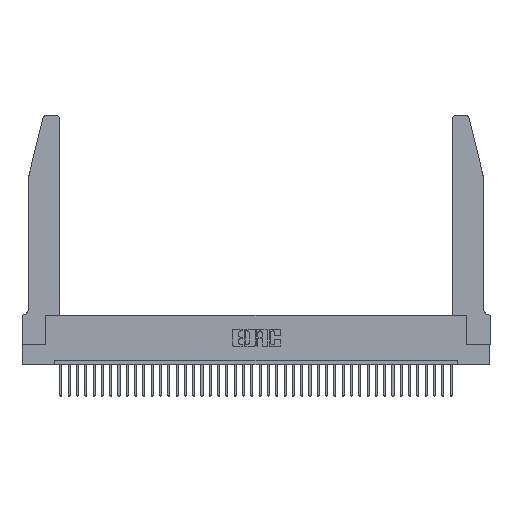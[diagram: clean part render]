
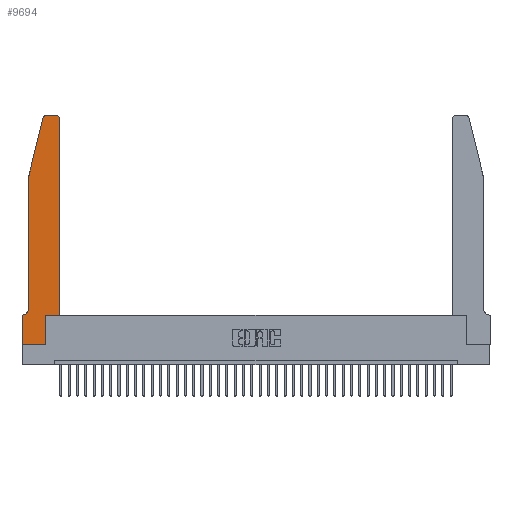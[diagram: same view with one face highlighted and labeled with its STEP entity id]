
A CAD part, top view. The second image highlights one B-rep face of the part: STEP entity #9694.
In plain terms, the highlighted planar face has unit normal (0, 0, 1).
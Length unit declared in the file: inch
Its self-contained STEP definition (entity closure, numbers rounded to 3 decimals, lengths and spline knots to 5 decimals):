
#1270 = VERTEX_POINT ( 'NONE', #34343 ) ;
#3319 = VERTEX_POINT ( 'NONE', #31201 ) ;
#3663 = VECTOR ( 'NONE', #17949, 39.37008 ) ;
#3683 = DIRECTION ( 'NONE',  ( 1., 0., 0. ) ) ;
#3930 = ORIENTED_EDGE ( 'NONE', *, *, #10181, .T. ) ;
#4533 = AXIS2_PLACEMENT_3D ( 'NONE', #24515, #5948, #27628 ) ;
#5236 = LINE ( 'NONE', #8932, #22671 ) ;
#5412 = CIRCLE ( 'NONE', #4533, 0.03 ) ;
#5438 = DIRECTION ( 'NONE',  ( -1., 0., 0. ) ) ;
#5442 = CARTESIAN_POINT ( 'NONE',  ( 0., 0.35, 0.37 ) ) ;
#5681 = CARTESIAN_POINT ( 'NONE',  ( 0.2605, 2.75, 0.37 ) ) ;
#5948 = DIRECTION ( 'NONE',  ( 0., 0., 1. ) ) ;
#6017 = ORIENTED_EDGE ( 'NONE', *, *, #22808, .T. ) ;
#6721 = LINE ( 'NONE', #5681, #16928 ) ;
#6754 = EDGE_CURVE ( 'NONE', #21781, #34471, #31809, .T. ) ;
#7241 = VECTOR ( 'NONE', #25529, 39.37008 ) ;
#7703 = CARTESIAN_POINT ( 'NONE',  ( 0.2865, 0., 0.37 ) ) ;
#8932 = CARTESIAN_POINT ( 'NONE',  ( 0.4505, 0.35, 0.37 ) ) ;
#9137 = EDGE_CURVE ( 'NONE', #34853, #15612, #9894, .T. ) ;
#9217 = CARTESIAN_POINT ( 'NONE',  ( 0.2865, 0.35, 0.37 ) ) ;
#9340 = DIRECTION ( 'NONE',  ( -1., 0., 0. ) ) ;
#9497 = ORIENTED_EDGE ( 'NONE', *, *, #30052, .T. ) ;
#9694 = ADVANCED_FACE ( 'NONE', ( #17122 ), #20741, .T. ) ;
#9894 = CIRCLE ( 'NONE', #10168, 0.07 ) ;
#10168 = AXIS2_PLACEMENT_3D ( 'NONE', #33467, #21419, #18189 ) ;
#10181 = EDGE_CURVE ( 'NONE', #21615, #1270, #12722, .T. ) ;
#10347 = VERTEX_POINT ( 'NONE', #22698 ) ;
#10718 = AXIS2_PLACEMENT_3D ( 'NONE', #33981, #37090, #3683 ) ;
#11286 = DIRECTION ( 'NONE',  ( 0., 0., 1. ) ) ;
#12074 = CARTESIAN_POINT ( 'NONE',  ( 0., 0.35, 0.37 ) ) ;
#12722 = CIRCLE ( 'NONE', #10718, 0.03 ) ;
#13200 = DIRECTION ( 'NONE',  ( 1., 0., 0. ) ) ;
#14147 = EDGE_CURVE ( 'NONE', #36843, #21077, #5236, .T. ) ;
#14405 = EDGE_CURVE ( 'NONE', #1270, #3319, #15945, .T. ) ;
#14854 = CARTESIAN_POINT ( 'NONE',  ( 0., 0., 0.37 ) ) ;
#15110 = CARTESIAN_POINT ( 'NONE',  ( 0.284, 2.75, 0.37 ) ) ;
#15236 = ORIENTED_EDGE ( 'NONE', *, *, #39848, .T. ) ;
#15612 = VERTEX_POINT ( 'NONE', #21668 ) ;
#15737 = DIRECTION ( 'NONE',  ( 1., 0., 0. ) ) ;
#15758 = VECTOR ( 'NONE', #13200, 39.37008 ) ;
#15851 = ORIENTED_EDGE ( 'NONE', *, *, #6754, .T. ) ;
#15923 = CARTESIAN_POINT ( 'NONE',  ( 0.0755, 0.42, 0.37 ) ) ;
#15945 = LINE ( 'NONE', #35539, #7241 ) ;
#16181 = VERTEX_POINT ( 'NONE', #9217 ) ;
#16928 = VECTOR ( 'NONE', #9340, 39.37008 ) ;
#16969 = AXIS2_PLACEMENT_3D ( 'NONE', #5442, #11286, #26587 ) ;
#17122 = FACE_OUTER_BOUND ( 'NONE', #20187, .T. ) ;
#17949 = DIRECTION ( 'NONE',  ( 0., -1., 0. ) ) ;
#18189 = DIRECTION ( 'NONE',  ( -1., 0., 0. ) ) ;
#18937 = LINE ( 'NONE', #28067, #35376 ) ;
#19025 = LINE ( 'NONE', #31672, #39398 ) ;
#19124 = CARTESIAN_POINT ( 'NONE',  ( 0., 0., 0.37 ) ) ;
#19620 = VECTOR ( 'NONE', #22803, 39.37008 ) ;
#20187 = EDGE_LOOP ( 'NONE', ( #6017, #3930, #25189, #38164, #27735, #31850, #39475, #15851, #15236, #9497, #39223, #39381 ) ) ;
#20741 = PLANE ( 'NONE',  #16969 ) ;
#21077 = VERTEX_POINT ( 'NONE', #21247 ) ;
#21247 = CARTESIAN_POINT ( 'NONE',  ( 0.4505, 2.72, 0.37 ) ) ;
#21419 = DIRECTION ( 'NONE',  ( 0., 0., -1. ) ) ;
#21615 = VERTEX_POINT ( 'NONE', #15110 ) ;
#21668 = CARTESIAN_POINT ( 'NONE',  ( 0.0055, 0.35, 0.37 ) ) ;
#21781 = VERTEX_POINT ( 'NONE', #28765 ) ;
#22188 = LINE ( 'NONE', #39576, #34287 ) ;
#22671 = VECTOR ( 'NONE', #31173, 39.37008 ) ;
#22698 = CARTESIAN_POINT ( 'NONE',  ( 0.4205, 2.75, 0.37 ) ) ;
#22803 = DIRECTION ( 'NONE',  ( 0., -1., 0. ) ) ;
#22808 = EDGE_CURVE ( 'NONE', #10347, #21615, #6721, .T. ) ;
#24515 = CARTESIAN_POINT ( 'NONE',  ( 0.4205, 2.72, 0.37 ) ) ;
#25189 = ORIENTED_EDGE ( 'NONE', *, *, #14405, .T. ) ;
#25529 = DIRECTION ( 'NONE',  ( -0.239, -0.971, 0. ) ) ;
#26033 = DIRECTION ( 'NONE',  ( 0., 1., 0. ) ) ;
#26587 = DIRECTION ( 'NONE',  ( 1., 0., 0. ) ) ;
#26693 = EDGE_CURVE ( 'NONE', #3319, #34853, #32188, .T. ) ;
#27628 = DIRECTION ( 'NONE',  ( 1., 0., 0. ) ) ;
#27735 = ORIENTED_EDGE ( 'NONE', *, *, #9137, .T. ) ;
#28067 = CARTESIAN_POINT ( 'NONE',  ( 0.4505, 0.35, 0.37 ) ) ;
#28765 = CARTESIAN_POINT ( 'NONE',  ( 0., 0., 0.37 ) ) ;
#28806 = EDGE_CURVE ( 'NONE', #21077, #10347, #5412, .T. ) ;
#30052 = EDGE_CURVE ( 'NONE', #16181, #36843, #18937, .T. ) ;
#30447 = VERTEX_POINT ( 'NONE', #12074 ) ;
#31173 = DIRECTION ( 'NONE',  ( 0., 1., 0. ) ) ;
#31201 = CARTESIAN_POINT ( 'NONE',  ( 0.0755, 2., 0.37 ) ) ;
#31311 = EDGE_CURVE ( 'NONE', #15612, #30447, #22188, .T. ) ;
#31672 = CARTESIAN_POINT ( 'NONE',  ( 0.2865, 0.35, 0.37 ) ) ;
#31809 = LINE ( 'NONE', #19124, #15758 ) ;
#31850 = ORIENTED_EDGE ( 'NONE', *, *, #31311, .T. ) ;
#32188 = LINE ( 'NONE', #32253, #19620 ) ;
#32253 = CARTESIAN_POINT ( 'NONE',  ( 0.0755, 2., 0.37 ) ) ;
#33467 = CARTESIAN_POINT ( 'NONE',  ( 0.0055, 0.42, 0.37 ) ) ;
#33981 = CARTESIAN_POINT ( 'NONE',  ( 0.284, 2.72, 0.37 ) ) ;
#34287 = VECTOR ( 'NONE', #5438, 39.37008 ) ;
#34343 = CARTESIAN_POINT ( 'NONE',  ( 0.25487, 2.72718, 0.37 ) ) ;
#34471 = VERTEX_POINT ( 'NONE', #7703 ) ;
#34853 = VERTEX_POINT ( 'NONE', #15923 ) ;
#35376 = VECTOR ( 'NONE', #15737, 39.37008 ) ;
#35516 = CARTESIAN_POINT ( 'NONE',  ( 0.4505, 0.35, 0.37 ) ) ;
#35539 = CARTESIAN_POINT ( 'NONE',  ( 0.0755, 2., 0.37 ) ) ;
#36591 = LINE ( 'NONE', #14854, #3663 ) ;
#36843 = VERTEX_POINT ( 'NONE', #35516 ) ;
#37028 = EDGE_CURVE ( 'NONE', #30447, #21781, #36591, .T. ) ;
#37090 = DIRECTION ( 'NONE',  ( 0., 0., 1. ) ) ;
#38164 = ORIENTED_EDGE ( 'NONE', *, *, #26693, .T. ) ;
#39223 = ORIENTED_EDGE ( 'NONE', *, *, #14147, .T. ) ;
#39381 = ORIENTED_EDGE ( 'NONE', *, *, #28806, .T. ) ;
#39398 = VECTOR ( 'NONE', #26033, 39.37008 ) ;
#39475 = ORIENTED_EDGE ( 'NONE', *, *, #37028, .T. ) ;
#39576 = CARTESIAN_POINT ( 'NONE',  ( 0.0755, 0.35, 0.37 ) ) ;
#39848 = EDGE_CURVE ( 'NONE', #34471, #16181, #19025, .T. ) ;
